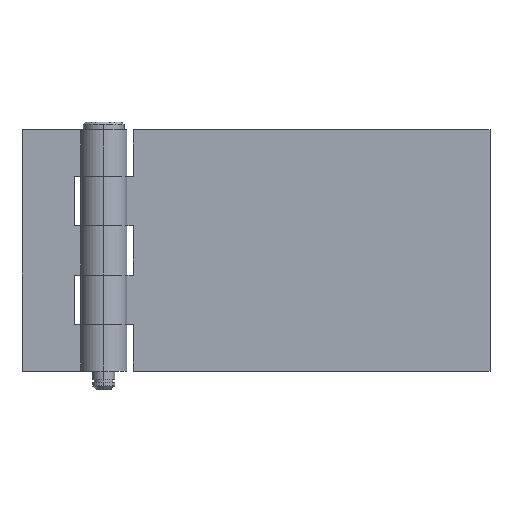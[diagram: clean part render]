
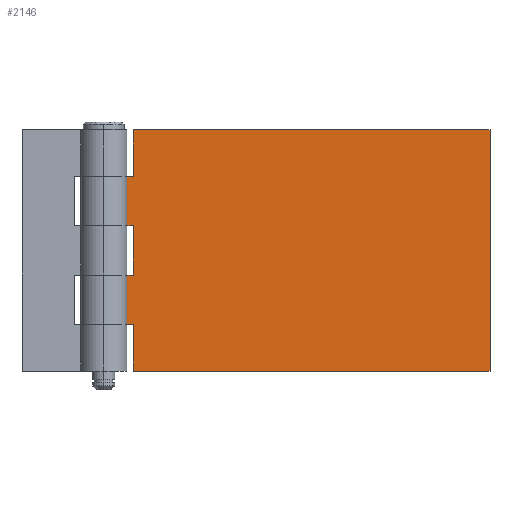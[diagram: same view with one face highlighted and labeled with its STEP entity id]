
A CAD part, top view. The second image highlights one B-rep face of the part: STEP entity #2146.
In plain terms, the highlighted face is planar.
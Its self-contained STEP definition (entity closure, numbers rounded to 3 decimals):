
#169 = EDGE_CURVE ( 'NONE', #171, #170, #826, .T. ) ;
#170 = VERTEX_POINT ( 'NONE', #818 ) ;
#171 = VERTEX_POINT ( 'NONE', #817 ) ;
#177 = VERTEX_POINT ( 'NONE', #869 ) ;
#193 = EDGE_CURVE ( 'NONE', #195, #177, #898, .T. ) ;
#195 = VERTEX_POINT ( 'NONE', #894 ) ;
#203 = VERTEX_POINT ( 'NONE', #887 ) ;
#206 = EDGE_CURVE ( 'NONE', #203, #2129, #881, .T. ) ;
#214 = EDGE_CURVE ( 'NONE', #216, #218, #924, .T. ) ;
#216 = VERTEX_POINT ( 'NONE', #919 ) ;
#218 = VERTEX_POINT ( 'NONE', #918 ) ;
#817 = CARTESIAN_POINT ( 'NONE',  ( 5.339, 25.875, 3.25 ) ) ;
#818 = CARTESIAN_POINT ( 'NONE',  ( 5.339, 12.625, 3.25 ) ) ;
#819 = DIRECTION ( 'NONE',  ( 0., -1., 0. ) ) ;
#820 = VECTOR ( 'NONE', #819, 1000. ) ;
#821 = CARTESIAN_POINT ( 'NONE',  ( 5.339, 65., 3.25 ) ) ;
#826 = LINE ( 'NONE', #821, #820 ) ;
#869 = CARTESIAN_POINT ( 'NONE',  ( 8., 65., 3.25 ) ) ;
#878 = DIRECTION ( 'NONE',  ( 0., -1., 0. ) ) ;
#879 = VECTOR ( 'NONE', #878, 1000. ) ;
#880 = CARTESIAN_POINT ( 'NONE',  ( 5.339, 65., 3.25 ) ) ;
#881 = LINE ( 'NONE', #880, #879 ) ;
#887 = CARTESIAN_POINT ( 'NONE',  ( 5.339, 52.375, 3.25 ) ) ;
#894 = CARTESIAN_POINT ( 'NONE',  ( 104., 65., 3.25 ) ) ;
#895 = DIRECTION ( 'NONE',  ( -1., 0., 0. ) ) ;
#896 = VECTOR ( 'NONE', #895, 1000. ) ;
#897 = CARTESIAN_POINT ( 'NONE',  ( 104., 65., 3.25 ) ) ;
#898 = LINE ( 'NONE', #897, #896 ) ;
#918 = CARTESIAN_POINT ( 'NONE',  ( 8., 0., 3.25 ) ) ;
#919 = CARTESIAN_POINT ( 'NONE',  ( 104., 0., 3.25 ) ) ;
#921 = DIRECTION ( 'NONE',  ( -1., 0., 0. ) ) ;
#922 = VECTOR ( 'NONE', #921, 1000. ) ;
#923 = CARTESIAN_POINT ( 'NONE',  ( 104., 0., 3.25 ) ) ;
#924 = LINE ( 'NONE', #923, #922 ) ;
#1479 = CARTESIAN_POINT ( 'NONE',  ( 5.339, 39.125, 3.25 ) ) ;
#1509 = DIRECTION ( 'NONE',  ( -1., 0., 0. ) ) ;
#1510 = VECTOR ( 'NONE', #1509, 1000. ) ;
#1511 = CARTESIAN_POINT ( 'NONE',  ( 104., 39.125, 3.25 ) ) ;
#1512 = LINE ( 'NONE', #1511, #1510 ) ;
#1513 = CARTESIAN_POINT ( 'NONE',  ( 8., 12.625, 3.25 ) ) ;
#1519 = DIRECTION ( 'NONE',  ( 1., 0., 0. ) ) ;
#1520 = DIRECTION ( 'NONE',  ( 0., 0., 1. ) ) ;
#1521 = CARTESIAN_POINT ( 'NONE',  ( 104., 65., 3.25 ) ) ;
#1522 = AXIS2_PLACEMENT_3D ( 'NONE', #1521, #1520, #1519 ) ;
#1523 = PLANE ( 'NONE',  #1522 ) ;
#1524 = FACE_OUTER_BOUND ( 'NONE', #2135, .T. ) ;
#1525 = DIRECTION ( 'NONE',  ( 0., -1., 0. ) ) ;
#1526 = VECTOR ( 'NONE', #1525, 1000. ) ;
#1527 = CARTESIAN_POINT ( 'NONE',  ( 104., 65., 3.25 ) ) ;
#1528 = LINE ( 'NONE', #1527, #1526 ) ;
#1535 = DIRECTION ( 'NONE',  ( 0., 1., 0. ) ) ;
#1536 = VECTOR ( 'NONE', #1535, 1000. ) ;
#1537 = CARTESIAN_POINT ( 'NONE',  ( 8., 65., 3.25 ) ) ;
#1538 = LINE ( 'NONE', #1537, #1536 ) ;
#1539 = CARTESIAN_POINT ( 'NONE',  ( 8., 52.375, 3.25 ) ) ;
#1540 = DIRECTION ( 'NONE',  ( 1., 0., 0. ) ) ;
#1541 = VECTOR ( 'NONE', #1540, 1000. ) ;
#1542 = CARTESIAN_POINT ( 'NONE',  ( 104., 25.875, 3.25 ) ) ;
#1543 = LINE ( 'NONE', #1542, #1541 ) ;
#1544 = DIRECTION ( 'NONE',  ( 0., 1., 0. ) ) ;
#1545 = VECTOR ( 'NONE', #1544, 1000. ) ;
#1546 = CARTESIAN_POINT ( 'NONE',  ( 8., 65., 3.25 ) ) ;
#1547 = LINE ( 'NONE', #1546, #1545 ) ;
#1552 = CARTESIAN_POINT ( 'NONE',  ( 8., 39.125, 3.25 ) ) ;
#1553 = CARTESIAN_POINT ( 'NONE',  ( 8., 25.875, 3.25 ) ) ;
#1554 = DIRECTION ( 'NONE',  ( 0., 1., 0. ) ) ;
#1555 = VECTOR ( 'NONE', #1554, 1000. ) ;
#1556 = CARTESIAN_POINT ( 'NONE',  ( 8., 65., 3.25 ) ) ;
#1557 = LINE ( 'NONE', #1556, #1555 ) ;
#1558 = DIRECTION ( 'NONE',  ( 1., 0., 0. ) ) ;
#1559 = VECTOR ( 'NONE', #1558, 1000. ) ;
#1560 = CARTESIAN_POINT ( 'NONE',  ( 104., 52.375, 3.25 ) ) ;
#1561 = LINE ( 'NONE', #1560, #1559 ) ;
#1562 = DIRECTION ( 'NONE',  ( -1., 0., 0. ) ) ;
#1563 = VECTOR ( 'NONE', #1562, 1000. ) ;
#1564 = CARTESIAN_POINT ( 'NONE',  ( 104., 12.625, 3.25 ) ) ;
#1565 = LINE ( 'NONE', #1564, #1563 ) ;
#2129 = VERTEX_POINT ( 'NONE', #1479 ) ;
#2131 = ORIENTED_EDGE ( 'NONE', *, *, #2136, .T. ) ;
#2133 = ORIENTED_EDGE ( 'NONE', *, *, #169, .F. ) ;
#2134 = VERTEX_POINT ( 'NONE', #1539 ) ;
#2135 = EDGE_LOOP ( 'NONE', ( #2133, #2160, #2163, #2171, #2164, #2168, #2131, #2166, #2165, #2147, #2148, #2157 ) ) ;
#2136 = EDGE_CURVE ( 'NONE', #2134, #177, #1538, .T. ) ;
#2144 = EDGE_CURVE ( 'NONE', #195, #216, #1528, .T. ) ;
#2146 = ADVANCED_FACE ( 'NONE', ( #1524 ), #1523, .F. ) ;
#2147 = ORIENTED_EDGE ( 'NONE', *, *, #214, .T. ) ;
#2148 = ORIENTED_EDGE ( 'NONE', *, *, #2161, .T. ) ;
#2150 = VERTEX_POINT ( 'NONE', #1513 ) ;
#2151 = EDGE_CURVE ( 'NONE', #2167, #2129, #1512, .T. ) ;
#2154 = EDGE_CURVE ( 'NONE', #2150, #170, #1565, .T. ) ;
#2155 = EDGE_CURVE ( 'NONE', #203, #2134, #1561, .T. ) ;
#2157 = ORIENTED_EDGE ( 'NONE', *, *, #2154, .T. ) ;
#2160 = ORIENTED_EDGE ( 'NONE', *, *, #2173, .T. ) ;
#2161 = EDGE_CURVE ( 'NONE', #218, #2150, #1557, .T. ) ;
#2162 = VERTEX_POINT ( 'NONE', #1553 ) ;
#2163 = ORIENTED_EDGE ( 'NONE', *, *, #2172, .T. ) ;
#2164 = ORIENTED_EDGE ( 'NONE', *, *, #206, .F. ) ;
#2165 = ORIENTED_EDGE ( 'NONE', *, *, #2144, .T. ) ;
#2166 = ORIENTED_EDGE ( 'NONE', *, *, #193, .F. ) ;
#2167 = VERTEX_POINT ( 'NONE', #1552 ) ;
#2168 = ORIENTED_EDGE ( 'NONE', *, *, #2155, .T. ) ;
#2171 = ORIENTED_EDGE ( 'NONE', *, *, #2151, .T. ) ;
#2172 = EDGE_CURVE ( 'NONE', #2162, #2167, #1547, .T. ) ;
#2173 = EDGE_CURVE ( 'NONE', #171, #2162, #1543, .T. ) ;
